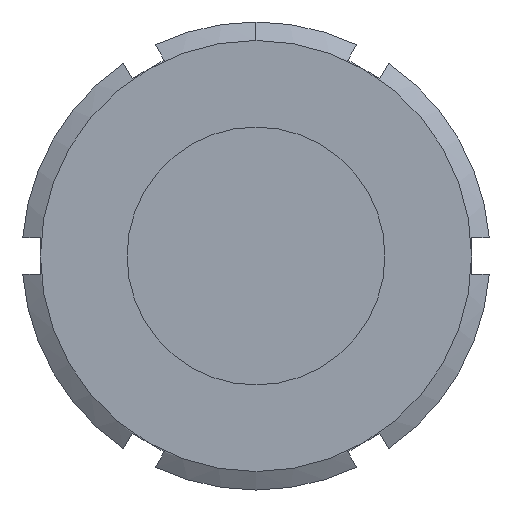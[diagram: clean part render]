
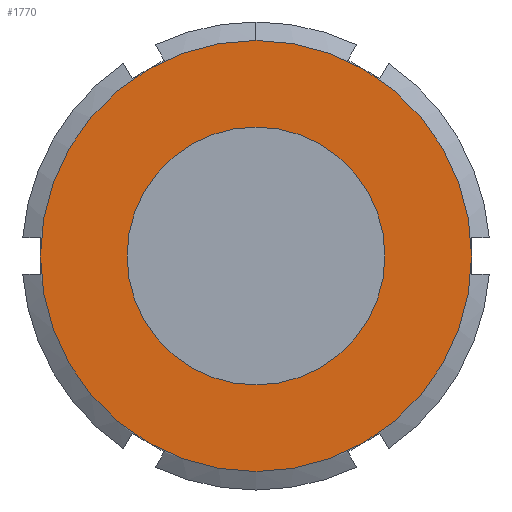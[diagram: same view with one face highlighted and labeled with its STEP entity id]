
A CAD part, left-side view. The second image highlights one B-rep face of the part: STEP entity #1770.
In plain terms, the highlighted planar face has unit normal (-1, 0, 0).
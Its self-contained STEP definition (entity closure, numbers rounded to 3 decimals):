
#178 = CARTESIAN_POINT ( 'NONE',  ( -8., 0., 0. ) ) ;
#179 = AXIS2_PLACEMENT_3D ( 'NONE', #178, #261, #260 ) ;
#188 = DIRECTION ( 'NONE',  ( 0., 0., 1. ) ) ;
#189 = DIRECTION ( 'NONE',  ( 1., 0., 0. ) ) ;
#190 = CARTESIAN_POINT ( 'NONE',  ( -8., 0., 0. ) ) ;
#191 = AXIS2_PLACEMENT_3D ( 'NONE', #190, #189, #188 ) ;
#210 = CIRCLE ( 'NONE', #191, 58.5 ) ;
#221 = CARTESIAN_POINT ( 'NONE',  ( -8., -29.25, -50.662 ) ) ;
#222 = FACE_OUTER_BOUND ( 'NONE', #1763, .T. ) ;
#260 = DIRECTION ( 'NONE',  ( 0., 0., 1. ) ) ;
#261 = DIRECTION ( 'NONE',  ( -1., 0., 0. ) ) ;
#266 = CIRCLE ( 'NONE', #179, 35. ) ;
#283 = FACE_BOUND ( 'NONE', #1609, .T. ) ;
#312 = DIRECTION ( 'NONE',  ( 0., 0., 1. ) ) ;
#355 = CARTESIAN_POINT ( 'NONE',  ( -8., -58.5, 0. ) ) ;
#369 = PLANE ( 'NONE',  #402 ) ;
#381 = DIRECTION ( 'NONE',  ( 1., 0., 0. ) ) ;
#402 = AXIS2_PLACEMENT_3D ( 'NONE', #355, #381, #312 ) ;
#500 = CARTESIAN_POINT ( 'NONE',  ( -8., -29.25, 50.662 ) ) ;
#887 = CARTESIAN_POINT ( 'NONE',  ( -8., 0., 35. ) ) ;
#954 = CIRCLE ( 'NONE', #1149, 58.5 ) ;
#959 = CARTESIAN_POINT ( 'NONE',  ( -8., 29.25, 50.662 ) ) ;
#966 = CARTESIAN_POINT ( 'NONE',  ( -8., 0., 0. ) ) ;
#985 = AXIS2_PLACEMENT_3D ( 'NONE', #966, #1093, #1099 ) ;
#987 = CIRCLE ( 'NONE', #1091, 58.5 ) ;
#991 = DIRECTION ( 'NONE',  ( 1., 0., 0. ) ) ;
#999 = AXIS2_PLACEMENT_3D ( 'NONE', #1054, #991, #1010 ) ;
#1010 = DIRECTION ( 'NONE',  ( 0., 0., 1. ) ) ;
#1014 = CARTESIAN_POINT ( 'NONE',  ( -8., 0., 58.5 ) ) ;
#1018 = CARTESIAN_POINT ( 'NONE',  ( -8., 29.25, -50.662 ) ) ;
#1023 = CARTESIAN_POINT ( 'NONE',  ( -8., 0., 0. ) ) ;
#1038 = DIRECTION ( 'NONE',  ( 0., 0., 1. ) ) ;
#1039 = DIRECTION ( 'NONE',  ( 1., 0., 0. ) ) ;
#1040 = CARTESIAN_POINT ( 'NONE',  ( -8., 0., 0. ) ) ;
#1045 = CIRCLE ( 'NONE', #999, 58.5 ) ;
#1054 = CARTESIAN_POINT ( 'NONE',  ( -8., 0., 0. ) ) ;
#1091 = AXIS2_PLACEMENT_3D ( 'NONE', #1040, #1039, #1038 ) ;
#1093 = DIRECTION ( 'NONE',  ( -1., 0., 0. ) ) ;
#1095 = CARTESIAN_POINT ( 'NONE',  ( -8., 0., -35. ) ) ;
#1097 = CIRCLE ( 'NONE', #985, 35. ) ;
#1099 = DIRECTION ( 'NONE',  ( 0., 0., 1. ) ) ;
#1136 = DIRECTION ( 'NONE',  ( 0., 0., 1. ) ) ;
#1137 = DIRECTION ( 'NONE',  ( 1., 0., 0. ) ) ;
#1149 = AXIS2_PLACEMENT_3D ( 'NONE', #1023, #1137, #1136 ) ;
#1213 = CARTESIAN_POINT ( 'NONE',  ( -8., -58.5, 0. ) ) ;
#1244 = AXIS2_PLACEMENT_3D ( 'NONE', #1247, #1272, #1294 ) ;
#1247 = CARTESIAN_POINT ( 'NONE',  ( -8., 0., 0. ) ) ;
#1256 = CARTESIAN_POINT ( 'NONE',  ( -8., 0., 0. ) ) ;
#1260 = DIRECTION ( 'NONE',  ( 0., 0., 1. ) ) ;
#1261 = DIRECTION ( 'NONE',  ( 1., 0., 0. ) ) ;
#1269 = AXIS2_PLACEMENT_3D ( 'NONE', #1256, #1261, #1260 ) ;
#1272 = DIRECTION ( 'NONE',  ( 1., 0., 0. ) ) ;
#1279 = CIRCLE ( 'NONE', #1244, 58.5 ) ;
#1280 = CIRCLE ( 'NONE', #1269, 58.5 ) ;
#1294 = DIRECTION ( 'NONE',  ( 0., 0., 1. ) ) ;
#1304 = CARTESIAN_POINT ( 'NONE',  ( -8., 58.5, 0. ) ) ;
#1413 = AXIS2_PLACEMENT_3D ( 'NONE', #1427, #1428, #1434 ) ;
#1427 = CARTESIAN_POINT ( 'NONE',  ( -8., 0., 0. ) ) ;
#1428 = DIRECTION ( 'NONE',  ( 1., 0., 0. ) ) ;
#1434 = DIRECTION ( 'NONE',  ( 0., 0., 1. ) ) ;
#1452 = CIRCLE ( 'NONE', #1413, 58.5 ) ;
#1608 = ORIENTED_EDGE ( 'NONE', *, *, #1758, .F. ) ;
#1609 = EDGE_LOOP ( 'NONE', ( #1615, #1608 ) ) ;
#1614 = ORIENTED_EDGE ( 'NONE', *, *, #2169, .F. ) ;
#1615 = ORIENTED_EDGE ( 'NONE', *, *, #2165, .F. ) ;
#1633 = ORIENTED_EDGE ( 'NONE', *, *, #2323, .F. ) ;
#1737 = ORIENTED_EDGE ( 'NONE', *, *, #2190, .F. ) ;
#1739 = EDGE_CURVE ( 'NONE', #1914, #2285, #210, .T. ) ;
#1741 = ORIENTED_EDGE ( 'NONE', *, *, #2319, .F. ) ;
#1743 = ORIENTED_EDGE ( 'NONE', *, *, #2401, .F. ) ;
#1758 = EDGE_CURVE ( 'NONE', #2164, #2087, #266, .T. ) ;
#1763 = EDGE_LOOP ( 'NONE', ( #1737, #1771, #1743, #1614, #1633, #1741, #1776 ) ) ;
#1768 = VERTEX_POINT ( 'NONE', #221 ) ;
#1770 = ADVANCED_FACE ( 'NONE', ( #222, #283 ), #369, .F. ) ;
#1771 = ORIENTED_EDGE ( 'NONE', *, *, #1739, .F. ) ;
#1776 = ORIENTED_EDGE ( 'NONE', *, *, #2247, .F. ) ;
#1914 = VERTEX_POINT ( 'NONE', #500 ) ;
#2087 = VERTEX_POINT ( 'NONE', #887 ) ;
#2152 = VERTEX_POINT ( 'NONE', #959 ) ;
#2153 = VERTEX_POINT ( 'NONE', #1014 ) ;
#2164 = VERTEX_POINT ( 'NONE', #1095 ) ;
#2165 = EDGE_CURVE ( 'NONE', #2087, #2164, #1097, .T. ) ;
#2169 = EDGE_CURVE ( 'NONE', #2152, #2153, #987, .T. ) ;
#2188 = VERTEX_POINT ( 'NONE', #1018 ) ;
#2190 = EDGE_CURVE ( 'NONE', #2285, #1768, #954, .T. ) ;
#2247 = EDGE_CURVE ( 'NONE', #1768, #2188, #1045, .T. ) ;
#2285 = VERTEX_POINT ( 'NONE', #1213 ) ;
#2319 = EDGE_CURVE ( 'NONE', #2188, #2342, #1279, .T. ) ;
#2323 = EDGE_CURVE ( 'NONE', #2342, #2152, #1280, .T. ) ;
#2342 = VERTEX_POINT ( 'NONE', #1304 ) ;
#2401 = EDGE_CURVE ( 'NONE', #2153, #1914, #1452, .T. ) ;
